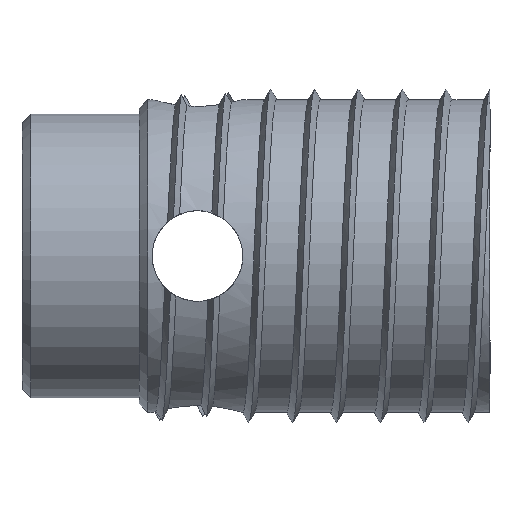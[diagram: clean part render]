
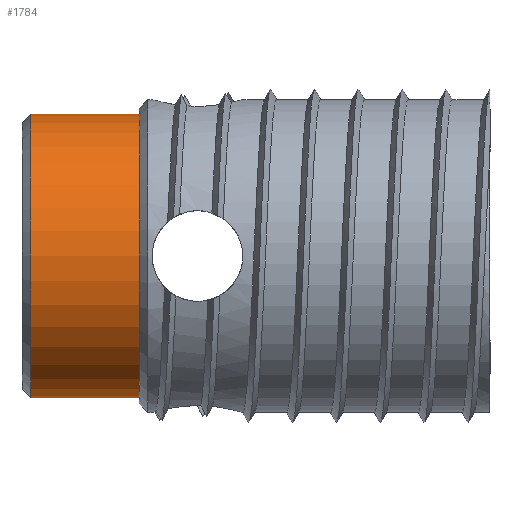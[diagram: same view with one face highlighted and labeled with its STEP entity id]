
A CAD part, left-side view. The second image highlights one B-rep face of the part: STEP entity #1784.
In plain terms, the highlighted cylindrical face has radius 4.85 mm (diameter 9.7 mm), a partial arc.
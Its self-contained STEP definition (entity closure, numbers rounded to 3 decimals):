
#583 = ORIENTED_EDGE ( 'NONE', *, *, #3870, .F. ) ;
#586 = ORIENTED_EDGE ( 'NONE', *, *, #3883, .T. ) ;
#587 = ORIENTED_EDGE ( 'NONE', *, *, #14785, .T. ) ;
#589 = ORIENTED_EDGE ( 'NONE', *, *, #14782, .F. ) ;
#1784 = ADVANCED_FACE ( 'NONE', ( #4303 ), #4304, .T. ) ;
#2538 = VERTEX_POINT ( 'NONE', #19798 ) ;
#2549 = VERTEX_POINT ( 'NONE', #19809 ) ;
#2553 = VERTEX_POINT ( 'NONE', #19813 ) ;
#2554 = VERTEX_POINT ( 'NONE', #19814 ) ;
#3870 = EDGE_CURVE ( 'NONE', #2553, #2549, #4787, .T. ) ;
#3883 = EDGE_CURVE ( 'NONE', #2554, #2538, #4794, .T. ) ;
#4147 = EDGE_LOOP ( 'NONE', ( #583, #587, #586, #589 ) ) ;
#4303 = FACE_OUTER_BOUND ( 'NONE', #4147, .T. ) ;
#4304 = CYLINDRICAL_SURFACE ( 'NONE', #25126, 4.85 ) ;
#4787 = LINE ( 'NONE', #23126, #20268 ) ;
#4794 = LINE ( 'NONE', #23163, #20281 ) ;
#9017 = CARTESIAN_POINT ( 'NONE',  ( 0., 0., 0. ) ) ;
#9018 = DIRECTION ( 'NONE',  ( 0., -1., 0. ) ) ;
#9019 = DIRECTION ( 'NONE',  ( 0., 0., -1. ) ) ;
#14782 = EDGE_CURVE ( 'NONE', #2549, #2538, #20411, .T. ) ;
#14785 = EDGE_CURVE ( 'NONE', #2553, #2554, #20408, .T. ) ;
#19798 = CARTESIAN_POINT ( 'NONE',  ( 0., 12., -4.85 ) ) ;
#19809 = CARTESIAN_POINT ( 'NONE',  ( 0., 12., 4.85 ) ) ;
#19813 = CARTESIAN_POINT ( 'NONE',  ( 0., 15.7, 4.85 ) ) ;
#19814 = CARTESIAN_POINT ( 'NONE',  ( 0., 15.7, -4.85 ) ) ;
#20268 = VECTOR ( 'NONE', #23127, 1000. ) ;
#20281 = VECTOR ( 'NONE', #23164, 1000. ) ;
#20408 = CIRCLE ( 'NONE', #20416, 4.85 ) ;
#20411 = CIRCLE ( 'NONE', #20415, 4.85 ) ;
#20415 = AXIS2_PLACEMENT_3D ( 'NONE', #24710, #24711, #24712 ) ;
#20416 = AXIS2_PLACEMENT_3D ( 'NONE', #24713, #24714, #24715 ) ;
#23126 = CARTESIAN_POINT ( 'NONE',  ( 0., 0., 4.85 ) ) ;
#23127 = DIRECTION ( 'NONE',  ( 0., -1., 0. ) ) ;
#23163 = CARTESIAN_POINT ( 'NONE',  ( 0., 0., -4.85 ) ) ;
#23164 = DIRECTION ( 'NONE',  ( 0., -1., 0. ) ) ;
#24710 = CARTESIAN_POINT ( 'NONE',  ( 0., 12., 0. ) ) ;
#24711 = DIRECTION ( 'NONE',  ( 0., -1., 0. ) ) ;
#24712 = DIRECTION ( 'NONE',  ( 0., 0., -1. ) ) ;
#24713 = CARTESIAN_POINT ( 'NONE',  ( 0., 15.7, 0. ) ) ;
#24714 = DIRECTION ( 'NONE',  ( 0., -1., 0. ) ) ;
#24715 = DIRECTION ( 'NONE',  ( 0., 0., -1. ) ) ;
#25126 = AXIS2_PLACEMENT_3D ( 'NONE', #9017, #9018, #9019 ) ;
